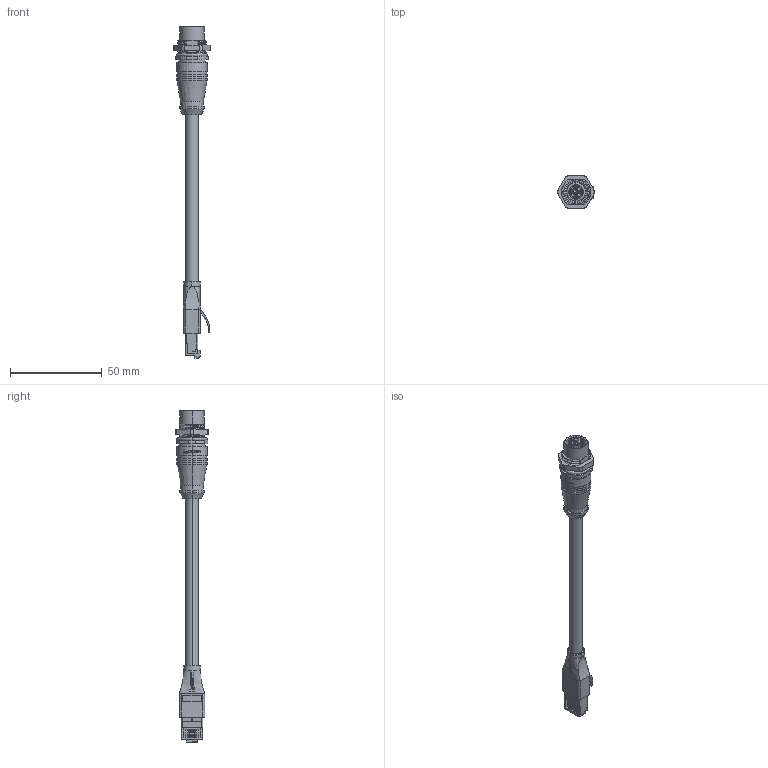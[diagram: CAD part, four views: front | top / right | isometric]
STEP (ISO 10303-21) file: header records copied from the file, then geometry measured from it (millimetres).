
FILE_DESCRIPTION (( 'STEP AP214' ), '1' );
FILE_NAME ('TRG611-T6T.STEP', '2019-03-14T20:56:06', ( '' ), ( '' ), 'SwSTEP 2.0', 'SolidWorks 2017', '' );
FILE_SCHEMA (( 'AUTOMOTIVE_DESIGN' ));
Length unit declared in the file: millimetre
Products named in the file (17): 1AA13-164-MA2; 1AA13-164-MA5; TDS8PC5-MA3; 1AA14-164-MA4; 1AD03-013-MA2; 1AA13-164-MA3; 1AY01-355_NEW LOGO, entry size not shown; 1AL04-078_L=130MM; TRG611-T6T; 1AD03-013-MA1; 1AD03-013-MA4_crimped strain relief; MTN-980_W.O CABLE; 1AD03-013-MA3_BLUNT CUT LATCH; 1AA13-164; 1AD03-013_BLUNT CUT LATCH; 1AA13-164-MA1_MOUNT TYPE; 1AA13-164-MA6-TYPE2
Assembly tree (30 placements, depth 3):
  TRG611-T6T
    MTN-980_W.O CABLE
    1AA13-164
      1AA13-164-MA1_MOUNT TYPE
      1AA13-164-MA2
      1AA13-164-MA3
      1AA14-164-MA4  x8
      1AA13-164-MA5
      1AA13-164-MA6-TYPE2
    1AD03-013_BLUNT CUT LATCH
      1AD03-013-MA3_BLUNT CUT LATCH
      1AD03-013-MA2
      1AD03-013-MA1
      1AD03-013-MA4_crimped strain relief
      TDS8PC5-MA3  x8
    1AY01-355_NEW LOGO, entry size not shown
    1AL04-078_L=130MM
Bounding box: 20 x 18 x 181.2 mm (x, y, z)
Volume: 15370.3 mm3; surface area: 16693.1 mm2
Topology: 28 solids, 28 shells, 1583 faces, 4239 edges, 2713 vertices
Faces by surface type: plane 846, cylinder 457, bspline 144, cone 80, torus 38, sphere 18
Entity records: 53918 total; most frequent: CARTESIAN_POINT 24542, ORIENTED_EDGE 6408, DIRECTION 5347, EDGE_CURVE 3204, VERTEX_POINT 2060, VECTOR 1787, LINE 1787, AXIS2_PLACEMENT_3D 1780
